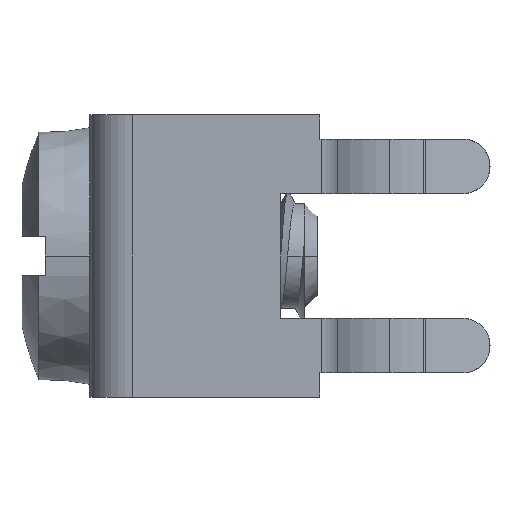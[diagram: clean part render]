
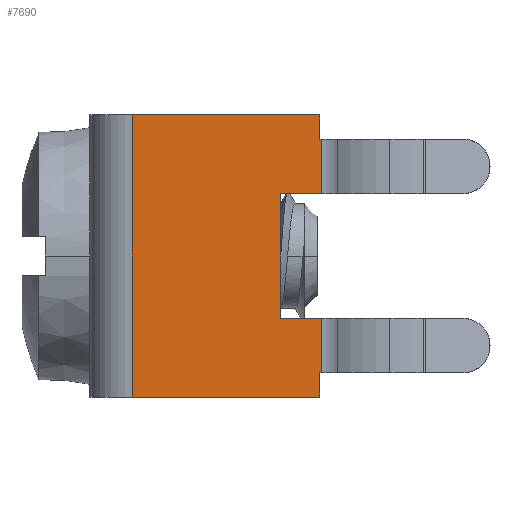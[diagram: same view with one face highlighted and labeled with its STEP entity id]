
A CAD part, left-side view. The second image highlights one B-rep face of the part: STEP entity #7690.
In plain terms, the highlighted planar face has unit normal (-1, 0, 0).
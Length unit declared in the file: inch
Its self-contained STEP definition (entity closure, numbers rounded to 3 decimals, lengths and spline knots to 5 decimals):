
#4 = DIRECTION ( 'NONE',  ( 0., 1., 0. ) ) ;
#103 = LINE ( 'NONE', #3285, #8406 ) ;
#122 = VECTOR ( 'NONE', #4530, 39.37008 ) ;
#329 = VECTOR ( 'NONE', #5127, 39.37008 ) ;
#385 = ORIENTED_EDGE ( 'NONE', *, *, #7323, .F. ) ;
#499 = ORIENTED_EDGE ( 'NONE', *, *, #4459, .T. ) ;
#648 = ORIENTED_EDGE ( 'NONE', *, *, #6880, .F. ) ;
#881 = VECTOR ( 'NONE', #2017, 39.37008 ) ;
#949 = CARTESIAN_POINT ( 'NONE',  ( -0.05645, -0.07895, 0.13421 ) ) ;
#1106 = VECTOR ( 'NONE', #6787, 39.37008 ) ;
#1169 = EDGE_LOOP ( 'NONE', ( #2316, #385, #8065, #3975, #3119, #6742, #5650, #8085, #648, #7488, #499, #7368 ) ) ;
#1242 = CARTESIAN_POINT ( 'NONE',  ( -0.05645, -0.03595, 0.04771 ) ) ;
#1715 = LINE ( 'NONE', #6929, #3475 ) ;
#1826 = CARTESIAN_POINT ( 'NONE',  ( -0.05645, -0.11616, 0.13421 ) ) ;
#1855 = CARTESIAN_POINT ( 'NONE',  ( -0.05645, -0.03595, 0.04771 ) ) ;
#2017 = DIRECTION ( 'NONE',  ( 0., 0., 1. ) ) ;
#2166 = CARTESIAN_POINT ( 'NONE',  ( -0.05645, 0.12705, 0.13421 ) ) ;
#2228 = VERTEX_POINT ( 'NONE', #3832 ) ;
#2316 = ORIENTED_EDGE ( 'NONE', *, *, #7254, .T. ) ;
#2338 = VERTEX_POINT ( 'NONE', #2606 ) ;
#2397 = VERTEX_POINT ( 'NONE', #3970 ) ;
#2501 = VECTOR ( 'NONE', #6449, 39.37008 ) ;
#2603 = VERTEX_POINT ( 'NONE', #6804 ) ;
#2606 = CARTESIAN_POINT ( 'NONE',  ( -0.05645, 0.12705, 0.13421 ) ) ;
#2639 = VERTEX_POINT ( 'NONE', #8191 ) ;
#2820 = VERTEX_POINT ( 'NONE', #5021 ) ;
#2864 = CARTESIAN_POINT ( 'NONE',  ( -0.05645, -0.07895, -0.17579 ) ) ;
#2889 = CARTESIAN_POINT ( 'NONE',  ( -0.05645, -0.07895, 0.10771 ) ) ;
#3119 = ORIENTED_EDGE ( 'NONE', *, *, #7494, .F. ) ;
#3126 = DIRECTION ( 'NONE',  ( 0., 1., 0. ) ) ;
#3285 = CARTESIAN_POINT ( 'NONE',  ( -0.05645, 0.12705, 0.10771 ) ) ;
#3290 = VECTOR ( 'NONE', #5551, 39.37008 ) ;
#3431 = CARTESIAN_POINT ( 'NONE',  ( -0.05645, -0.07895, 0.10771 ) ) ;
#3475 = VECTOR ( 'NONE', #3648, 39.37008 ) ;
#3554 = CARTESIAN_POINT ( 'NONE',  ( -0.05645, 0.12705, 0.13421 ) ) ;
#3648 = DIRECTION ( 'NONE',  ( 0., 0., 1. ) ) ;
#3832 = CARTESIAN_POINT ( 'NONE',  ( -0.05645, -0.08108, 0.04771 ) ) ;
#3840 = CARTESIAN_POINT ( 'NONE',  ( -0.05645, -0.08108, 0.13421 ) ) ;
#3874 = DIRECTION ( 'NONE',  ( 0., 0., 1. ) ) ;
#3904 = CARTESIAN_POINT ( 'NONE',  ( -0.05645, -0.03595, 0.04771 ) ) ;
#3970 = CARTESIAN_POINT ( 'NONE',  ( -0.05645, -0.08108, 0.10771 ) ) ;
#3975 = ORIENTED_EDGE ( 'NONE', *, *, #8082, .T. ) ;
#4161 = VERTEX_POINT ( 'NONE', #3431 ) ;
#4225 = DIRECTION ( 'NONE',  ( 0., 0., 1. ) ) ;
#4301 = VERTEX_POINT ( 'NONE', #949 ) ;
#4322 = VECTOR ( 'NONE', #4865, 39.37008 ) ;
#4459 = EDGE_CURVE ( 'NONE', #2338, #2820, #4611, .T. ) ;
#4520 = VERTEX_POINT ( 'NONE', #2864 ) ;
#4530 = DIRECTION ( 'NONE',  ( 0., 1., 0. ) ) ;
#4531 = VERTEX_POINT ( 'NONE', #8128 ) ;
#4611 = LINE ( 'NONE', #2166, #1106 ) ;
#4666 = LINE ( 'NONE', #7739, #6411 ) ;
#4786 = EDGE_CURVE ( 'NONE', #2228, #2397, #7168, .T. ) ;
#4787 = VERTEX_POINT ( 'NONE', #7815 ) ;
#4848 = VERTEX_POINT ( 'NONE', #3904 ) ;
#4865 = DIRECTION ( 'NONE',  ( 0., 0., -1. ) ) ;
#4904 = CARTESIAN_POINT ( 'NONE',  ( -0.05645, 0.14205, -0.17579 ) ) ;
#4975 = CARTESIAN_POINT ( 'NONE',  ( -0.05645, 0.12705, -0.08929 ) ) ;
#5000 = EDGE_CURVE ( 'NONE', #2639, #2603, #7681, .T. ) ;
#5021 = CARTESIAN_POINT ( 'NONE',  ( -0.05645, 0.12705, -0.17579 ) ) ;
#5056 = LINE ( 'NONE', #4904, #3290 ) ;
#5127 = DIRECTION ( 'NONE',  ( 0., 0., -1. ) ) ;
#5417 = VECTOR ( 'NONE', #3874, 39.37008 ) ;
#5551 = DIRECTION ( 'NONE',  ( 0., 1., 0. ) ) ;
#5650 = ORIENTED_EDGE ( 'NONE', *, *, #4786, .T. ) ;
#5882 = AXIS2_PLACEMENT_3D ( 'NONE', #3554, #8159, #4225 ) ;
#6106 = EDGE_CURVE ( 'NONE', #2338, #4301, #7970, .T. ) ;
#6286 = LINE ( 'NONE', #2889, #4322 ) ;
#6411 = VECTOR ( 'NONE', #3126, 39.37008 ) ;
#6449 = DIRECTION ( 'NONE',  ( 0., -1., 0. ) ) ;
#6627 = CARTESIAN_POINT ( 'NONE',  ( -0.05645, -0.08108, 0.13421 ) ) ;
#6720 = EDGE_CURVE ( 'NONE', #2397, #4161, #103, .T. ) ;
#6742 = ORIENTED_EDGE ( 'NONE', *, *, #7540, .F. ) ;
#6787 = DIRECTION ( 'NONE',  ( 0., 0., -1. ) ) ;
#6804 = CARTESIAN_POINT ( 'NONE',  ( -0.05645, -0.08108, -0.08929 ) ) ;
#6880 = EDGE_CURVE ( 'NONE', #4301, #4161, #6286, .T. ) ;
#6929 = CARTESIAN_POINT ( 'NONE',  ( -0.05645, -0.07895, 0.13421 ) ) ;
#7135 = LINE ( 'NONE', #1242, #122 ) ;
#7168 = LINE ( 'NONE', #3840, #5417 ) ;
#7254 = EDGE_CURVE ( 'NONE', #4520, #4531, #1715, .T. ) ;
#7323 = EDGE_CURVE ( 'NONE', #2639, #4531, #4666, .T. ) ;
#7332 = LINE ( 'NONE', #1855, #329 ) ;
#7368 = ORIENTED_EDGE ( 'NONE', *, *, #7947, .F. ) ;
#7370 = VECTOR ( 'NONE', #8249, 39.37008 ) ;
#7488 = ORIENTED_EDGE ( 'NONE', *, *, #6106, .F. ) ;
#7494 = EDGE_CURVE ( 'NONE', #4848, #4787, #7332, .T. ) ;
#7540 = EDGE_CURVE ( 'NONE', #2228, #4848, #7135, .T. ) ;
#7574 = LINE ( 'NONE', #4975, #7370 ) ;
#7681 = LINE ( 'NONE', #6627, #881 ) ;
#7690 = ADVANCED_FACE ( 'NONE', ( #8328 ), #8138, .T. ) ;
#7739 = CARTESIAN_POINT ( 'NONE',  ( -0.05645, -0.23595, -0.14929 ) ) ;
#7815 = CARTESIAN_POINT ( 'NONE',  ( -0.05645, -0.03595, -0.08929 ) ) ;
#7947 = EDGE_CURVE ( 'NONE', #4520, #2820, #5056, .T. ) ;
#7970 = LINE ( 'NONE', #1826, #2501 ) ;
#8065 = ORIENTED_EDGE ( 'NONE', *, *, #5000, .T. ) ;
#8082 = EDGE_CURVE ( 'NONE', #2603, #4787, #7574, .T. ) ;
#8085 = ORIENTED_EDGE ( 'NONE', *, *, #6720, .T. ) ;
#8128 = CARTESIAN_POINT ( 'NONE',  ( -0.05645, -0.07895, -0.14929 ) ) ;
#8138 = PLANE ( 'NONE',  #5882 ) ;
#8159 = DIRECTION ( 'NONE',  ( -1., 0., 0. ) ) ;
#8191 = CARTESIAN_POINT ( 'NONE',  ( -0.05645, -0.08108, -0.14929 ) ) ;
#8249 = DIRECTION ( 'NONE',  ( 0., 1., 0. ) ) ;
#8328 = FACE_OUTER_BOUND ( 'NONE', #1169, .T. ) ;
#8406 = VECTOR ( 'NONE', #4, 39.37008 ) ;
